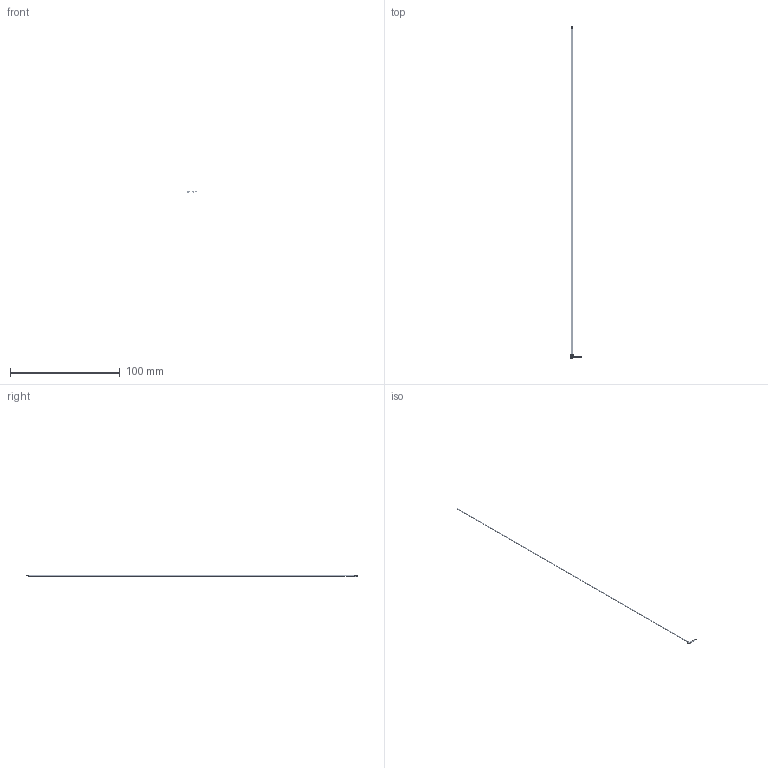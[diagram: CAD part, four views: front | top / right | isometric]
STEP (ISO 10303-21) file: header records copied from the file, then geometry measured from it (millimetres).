
FILE_DESCRIPTION(/* description */ ('Unknown'),/* implementation_level */ '2;1');
FILE_NAME(/* name */ '689100103002',/* time_stamp */ '2024-08-08T16:20:02+02:00',/* author */ ('Unknown'),/* organization */ ('Unknown'),/* preprocessor_version */ 'ST-DEVELOPER v19.4',/* originating_system */ 'Solid Edge',/* authorisation */ 'Unknown');
FILE_SCHEMA (('AUTOMOTIVE_DESIGN {1 0 10303 214 3 1 1}'));
Length unit declared in the file: millimetre
Products named in the file (6): 6891001030xx; Wire 32AWG; Insulator Black 32AWG; 6890xx114322; 6890xx114322_Housing; 6890xx114322_Pin
Assembly tree (18 placements, depth 3):
  6891001030xx
    Wire 32AWG  x2
    Insulator Black 32AWG  x2
    6890xx114322
      6890xx114322_Housing
      6890xx114322_Pin  x12
Bounding box: 9.9 x 302.9 x 1.7 mm (x, y, z)
Volume: 150.3 mm3; surface area: 2544.9 mm2
Topology: 29 solids, 29 shells, 1226 faces, 3436 edges, 2264 vertices
Faces by surface type: plane 648, cylinder 470, bspline 60, torus 48
Full cylindrical faces by diameter (mm): 0.073 x2, 0.22 x2, 0.56 x2
Entity records: 15860 total; most frequent: CARTESIAN_POINT 8178, ORIENTED_EDGE 1586, DIRECTION 1503, EDGE_CURVE 793, LINE 621, VECTOR 621, VERTEX_POINT 530, AXIS2_PLACEMENT_3D 441
